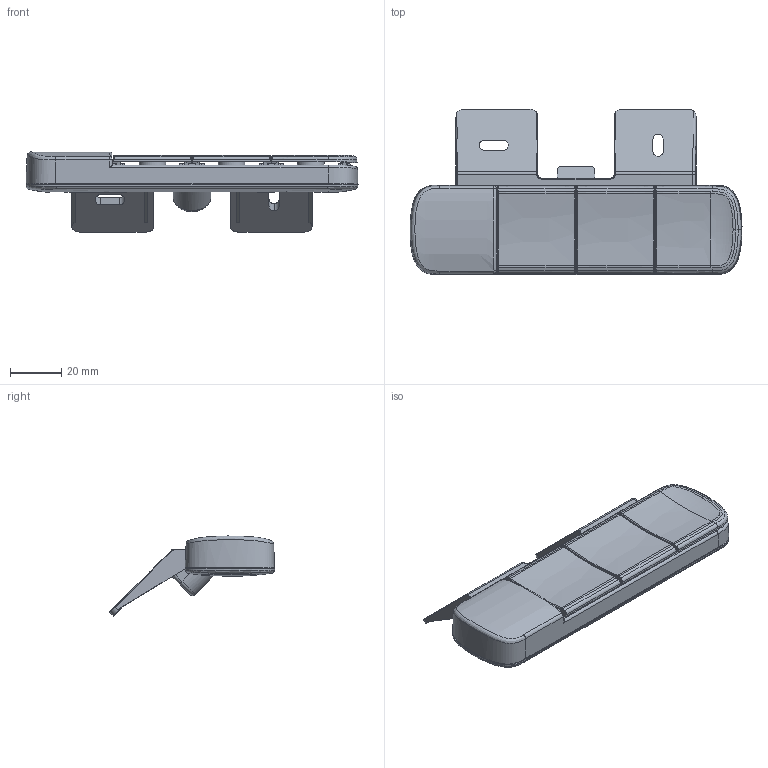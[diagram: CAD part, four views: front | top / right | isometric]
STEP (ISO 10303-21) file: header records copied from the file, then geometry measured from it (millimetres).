
FILE_DESCRIPTION(/* description */ (''),/* implementation_level */ '2;1');
FILE_NAME(/* name */ 'DH01.18-01.stp',/* time_stamp */ '2021-04-30T10:30:22+08:00',/* author */ (''),/* organization */ (''),/* preprocessor_version */ 'ST-DEVELOPER v16',/* originating_system */ 'SIEMENS PLM Software NX 10.0',/* authorisation */ '');
FILE_SCHEMA (('AUTOMOTIVE_DESIGN { 1 0 10303 214 3 1 1 1 }'));
Products named in the file (1): vinc17FC9B0Fcrkp
Bounding box: 129.97 x 64.66 x 31.33 mm (x, y, z)
Volume: 37470.5 mm3; surface area: 53621.5 mm2
Topology: 8 solids, 8 shells, 1092 faces, 3016 edges, 1984 vertices
Faces by surface type: plane 645, bspline 231, cylinder 190, extrusion 19, cone 6, torus 1
Full cylindrical faces by diameter (mm): 1 x2, 1.4 x6, 1.5 x7, 2.5 x6, 3 x8, 3.5 x3, 6 x6, 8 x6, 8.8 x6, 10 x6, 10.4 x6, 10.7 x6
Entity records: 53763 total; most frequent: CARTESIAN_POINT 26116, ORIENTED_EDGE 5764, DIRECTION 4290, EDGE_CURVE 2882, VERTEX_POINT 1935, VECTOR 1710, LINE 1691, AXIS2_PLACEMENT_3D 1290
